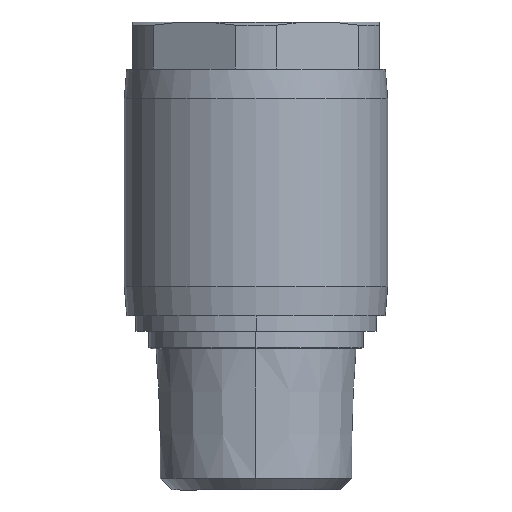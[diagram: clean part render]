
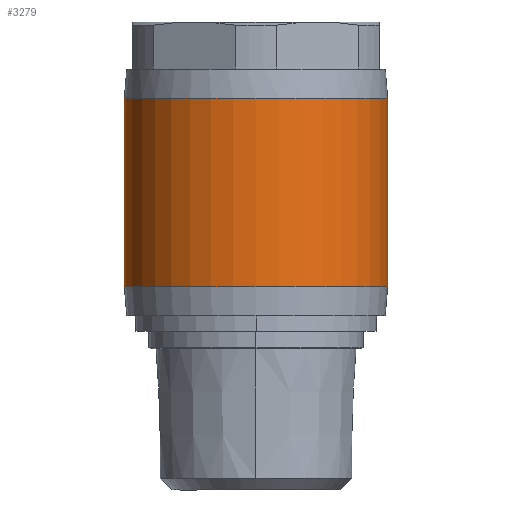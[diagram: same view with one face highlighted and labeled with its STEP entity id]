
A CAD part, left-side view. The second image highlights one B-rep face of the part: STEP entity #3279.
In plain terms, the highlighted cylindrical face has radius 11.2 mm (diameter 22.4 mm), a partial arc.
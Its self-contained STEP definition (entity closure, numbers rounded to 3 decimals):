
#250 = ORIENTED_EDGE ( 'NONE', *, *, #16498, .F. ) ;
#647 = VERTEX_POINT ( 'NONE', #3245 ) ;
#1536 = DIRECTION ( 'NONE',  ( 0., 0., -1. ) ) ;
#1562 = CARTESIAN_POINT ( 'NONE',  ( 6.6, -11.2, 0. ) ) ;
#1851 = VECTOR ( 'NONE', #1994, 1000. ) ;
#1994 = DIRECTION ( 'NONE',  ( 0., 0., 1. ) ) ;
#2046 = CARTESIAN_POINT ( 'NONE',  ( 6.6, 11.2, 0. ) ) ;
#2574 = EDGE_CURVE ( 'NONE', #5608, #647, #16130, .T. ) ;
#2812 = DIRECTION ( 'NONE',  ( -1., 0., 0. ) ) ;
#3093 = DIRECTION ( 'NONE',  ( 0., 0., -1. ) ) ;
#3245 = CARTESIAN_POINT ( 'NONE',  ( 6.6, -11.2, 8. ) ) ;
#3279 = ADVANCED_FACE ( 'NONE', ( #15326 ), #13188, .T. ) ;
#3293 = CARTESIAN_POINT ( 'NONE',  ( 6.6, 11.2, 8. ) ) ;
#3527 = ORIENTED_EDGE ( 'NONE', *, *, #12079, .F. ) ;
#3917 = CARTESIAN_POINT ( 'NONE',  ( 6.6, 0., -8. ) ) ;
#4363 = DIRECTION ( 'NONE',  ( 0., -1., 0. ) ) ;
#4441 = LINE ( 'NONE', #2046, #1851 ) ;
#4652 = LINE ( 'NONE', #1562, #5897 ) ;
#4956 = CARTESIAN_POINT ( 'NONE',  ( 6.6, -11.2, -8. ) ) ;
#5608 = VERTEX_POINT ( 'NONE', #3293 ) ;
#5614 = DIRECTION ( 'NONE',  ( 0., 0., 1. ) ) ;
#5672 = DIRECTION ( 'NONE',  ( 0., -1., 0. ) ) ;
#5897 = VECTOR ( 'NONE', #7950, 1000. ) ;
#6108 = EDGE_CURVE ( 'NONE', #15876, #5608, #4441, .T. ) ;
#6356 = EDGE_LOOP ( 'NONE', ( #250, #14260, #12066, #3527 ) ) ;
#6374 = AXIS2_PLACEMENT_3D ( 'NONE', #10667, #3093, #4363 ) ;
#7950 = DIRECTION ( 'NONE',  ( 0., 0., 1. ) ) ;
#8286 = CARTESIAN_POINT ( 'NONE',  ( 6.6, 11.2, -8. ) ) ;
#9482 = AXIS2_PLACEMENT_3D ( 'NONE', #3917, #1536, #2812 ) ;
#10667 = CARTESIAN_POINT ( 'NONE',  ( 6.6, 0., 8. ) ) ;
#11092 = CIRCLE ( 'NONE', #9482, 11.2 ) ;
#11706 = AXIS2_PLACEMENT_3D ( 'NONE', #13232, #5614, #5672 ) ;
#12066 = ORIENTED_EDGE ( 'NONE', *, *, #2574, .T. ) ;
#12079 = EDGE_CURVE ( 'NONE', #14551, #647, #4652, .T. ) ;
#13188 = CYLINDRICAL_SURFACE ( 'NONE', #11706, 11.2 ) ;
#13232 = CARTESIAN_POINT ( 'NONE',  ( 6.6, 0., 0. ) ) ;
#14260 = ORIENTED_EDGE ( 'NONE', *, *, #6108, .T. ) ;
#14551 = VERTEX_POINT ( 'NONE', #4956 ) ;
#15326 = FACE_OUTER_BOUND ( 'NONE', #6356, .T. ) ;
#15876 = VERTEX_POINT ( 'NONE', #8286 ) ;
#16130 = CIRCLE ( 'NONE', #6374, 11.2 ) ;
#16498 = EDGE_CURVE ( 'NONE', #15876, #14551, #11092, .T. ) ;
